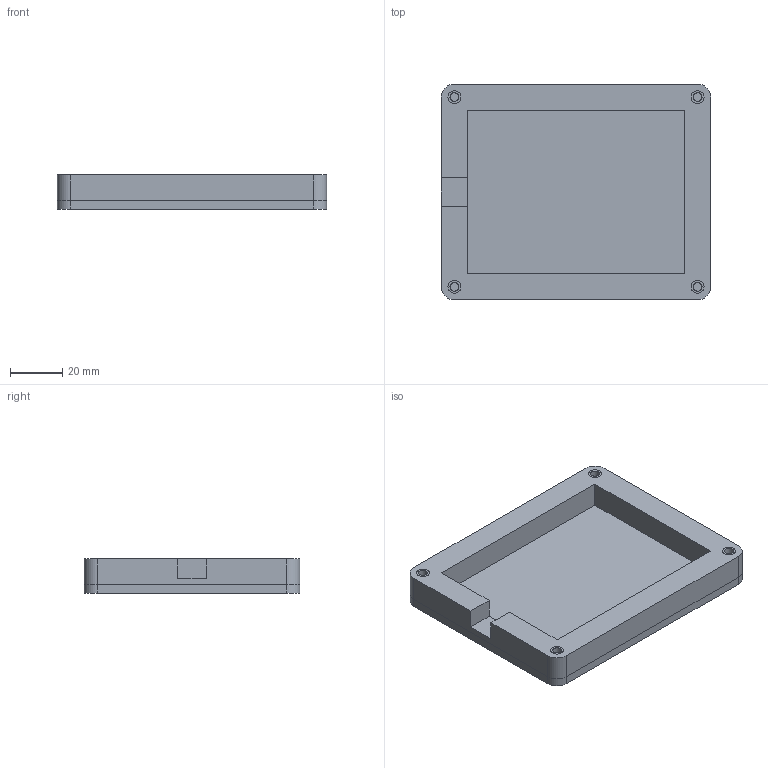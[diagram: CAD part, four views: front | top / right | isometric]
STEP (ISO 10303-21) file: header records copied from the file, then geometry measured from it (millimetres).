
FILE_DESCRIPTION(/* description */ ('STEP AP242 Edition 2','CAx-IF Rec.Pracs.---Representation and Presentation of Product Manufacturing Information (PMI)---4.0---2014-10-13','CAx-IF Rec.Pracs.---3D Tessellated Geometry---0.4---2014-09-14','2;1','CAx-IF Rec.Pracs.---User Defined Attributes---1.5---2016-08-15'),/* implementation_level */ '2;1');
FILE_NAME(/* name */ '6931febdd1b52339b70ce6f3',/* time_stamp */ '2025-12-04T21:35:58Z',/* author */ (''),/* organization */ (''),/* preprocessor_version */ 'ST-DEVELOPER v20',/* originating_system */ 'ONSHAPE BY PTC INC, 1.207',/* authorisation */ ' ');
FILE_SCHEMA (('AP242_MANAGED_MODEL_BASED_3D_ENGINEERING_MIM_LF { 1 0 10303 442 3 1 4 }'));
Length unit declared in the file: metre
Products named in the file (6): Part 6; Part 5; Part 4; Part 2; Part 1; Part 3
Bounding box: 103.47 x 82.91 x 13.2 mm (x, y, z)
Volume: 59785.1 mm3; surface area: 33011.6 mm2
Topology: 6 solids, 6 shells, 47 faces, 108 edges, 72 vertices
Faces by surface type: plane 27, cylinder 20
Full cylindrical faces by diameter (mm): 3.4 x4, 5 x8
Entity records: 1470 total; most frequent: DIRECTION 242, CARTESIAN_POINT 221, ORIENTED_EDGE 192, EDGE_CURVE 96, AXIS2_PLACEMENT_3D 93, EDGE_LOOP 76, FACE_BOUND 76, VERTEX_POINT 72
